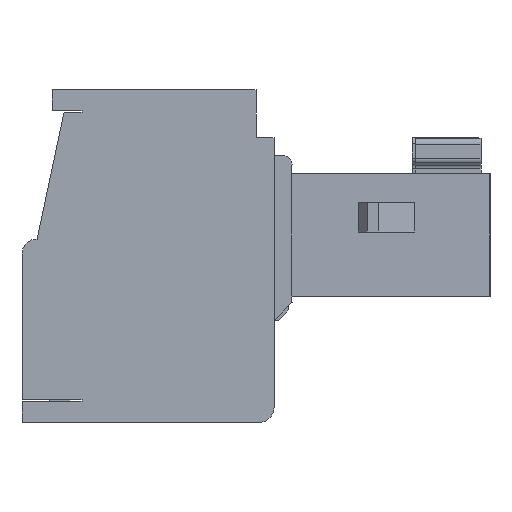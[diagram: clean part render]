
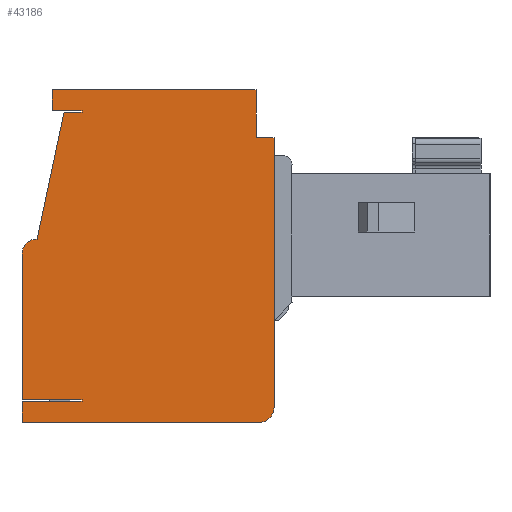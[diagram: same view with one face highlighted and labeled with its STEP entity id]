
A CAD part, left-side view. The second image highlights one B-rep face of the part: STEP entity #43186.
In plain terms, the highlighted planar face has unit normal (-1, 0, 0).
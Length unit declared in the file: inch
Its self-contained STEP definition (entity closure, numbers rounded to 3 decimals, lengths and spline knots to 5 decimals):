
#469 = CARTESIAN_POINT ( 'NONE',  ( -0.77362, 0.43922, 0.11024 ) ) ;
#596 = DIRECTION ( 'NONE',  ( 0., 0., 1. ) ) ;
#1019 = EDGE_CURVE ( 'NONE', #4162, #12036, #4836, .T. ) ;
#1035 = EDGE_CURVE ( 'NONE', #18527, #16802, #14107, .T. ) ;
#1104 = DIRECTION ( 'NONE',  ( 0., 0., 1. ) ) ;
#1576 = VECTOR ( 'NONE', #40289, 39.37008 ) ;
#1905 = CARTESIAN_POINT ( 'NONE',  ( -0.77362, 0.3152, 0.11024 ) ) ;
#2829 = DIRECTION ( 'NONE',  ( 0., 0., 1. ) ) ;
#3365 = DIRECTION ( 'NONE',  ( 0., 0., -1. ) ) ;
#3394 = LINE ( 'NONE', #12418, #42911 ) ;
#3596 = ORIENTED_EDGE ( 'NONE', *, *, #11038, .F. ) ;
#3647 = CARTESIAN_POINT ( 'NONE',  ( -0.77362, 0.47859, -0.10568 ) ) ;
#4067 = VECTOR ( 'NONE', #41596, 39.37008 ) ;
#4148 = CARTESIAN_POINT ( 'NONE',  ( -0.77362, 0.42347, 0.08071 ) ) ;
#4162 = VERTEX_POINT ( 'NONE', #37093 ) ;
#4395 = EDGE_CURVE ( 'NONE', #19049, #4162, #23807, .T. ) ;
#4623 = EDGE_CURVE ( 'NONE', #31854, #35082, #36191, .T. ) ;
#4754 = LINE ( 'NONE', #17983, #12919 ) ;
#4836 = LINE ( 'NONE', #5601, #1576 ) ;
#5113 = VECTOR ( 'NONE', #10528, 39.37008 ) ;
#5601 = CARTESIAN_POINT ( 'NONE',  ( -0.77362, 0.14788, -0.10827 ) ) ;
#5669 = CARTESIAN_POINT ( 'NONE',  ( -0.77362, 0.39985, -0.29921 ) ) ;
#6161 = DIRECTION ( 'NONE',  ( 0., 1., 0. ) ) ;
#7094 = CARTESIAN_POINT ( 'NONE',  ( -0.77362, 0.39001, 0.08071 ) ) ;
#8328 = ORIENTED_EDGE ( 'NONE', *, *, #43718, .T. ) ;
#8835 = LINE ( 'NONE', #41782, #21244 ) ;
#9421 = EDGE_CURVE ( 'NONE', #25655, #27619, #34807, .T. ) ;
#9518 = VECTOR ( 'NONE', #10886, 39.37008 ) ;
#9669 = CARTESIAN_POINT ( 'NONE',  ( -0.77362, 0.47859, -0.10827 ) ) ;
#9871 = VECTOR ( 'NONE', #27546, 39.37008 ) ;
#10333 = CIRCLE ( 'NONE', #23466, 0.01969 ) ;
#10528 = DIRECTION ( 'NONE',  ( 0., -1., 0. ) ) ;
#10567 = EDGE_CURVE ( 'NONE', #11862, #19782, #17122, .T. ) ;
#10577 = LINE ( 'NONE', #11013, #9518 ) ;
#10886 = DIRECTION ( 'NONE',  ( 0., 0., -1. ) ) ;
#11013 = CARTESIAN_POINT ( 'NONE',  ( -0.77362, 0.1715, -0.10827 ) ) ;
#11038 = EDGE_CURVE ( 'NONE', #18527, #21137, #32881, .T. ) ;
#11626 = CARTESIAN_POINT ( 'NONE',  ( -0.77362, 0.47859, -0.29921 ) ) ;
#11688 = EDGE_LOOP ( 'NONE', ( #8328, #23825, #43552, #14794, #22698, #41719, #34961, #19248, #41620, #20808, #3596, #16579, #23498, #23631, #44448, #31343, #17160 ) ) ;
#11862 = VERTEX_POINT ( 'NONE', #38466 ) ;
#12036 = VERTEX_POINT ( 'NONE', #35206 ) ;
#12418 = CARTESIAN_POINT ( 'NONE',  ( -0.77362, 0.3152, -0.29921 ) ) ;
#12557 = AXIS2_PLACEMENT_3D ( 'NONE', #14537, #17973, #1104 ) ;
#12919 = VECTOR ( 'NONE', #24594, 39.37008 ) ;
#13139 = DIRECTION ( 'NONE',  ( 0., 0., -1. ) ) ;
#13548 = CIRCLE ( 'NONE', #12557, 0.01969 ) ;
#14107 = LINE ( 'NONE', #22619, #26999 ) ;
#14436 = DIRECTION ( 'NONE',  ( 0., 0., -1. ) ) ;
#14485 = CARTESIAN_POINT ( 'NONE',  ( -0.77362, 0.47859, -0.10827 ) ) ;
#14537 = CARTESIAN_POINT ( 'NONE',  ( -0.77362, 0.16756, -0.30709 ) ) ;
#14794 = ORIENTED_EDGE ( 'NONE', *, *, #33018, .F. ) ;
#14938 = CARTESIAN_POINT ( 'NONE',  ( -0.77362, 0.39985, -0.29724 ) ) ;
#15639 = CARTESIAN_POINT ( 'NONE',  ( -0.77362, 0.39985, 0.08268 ) ) ;
#15677 = CARTESIAN_POINT ( 'NONE',  ( -0.77362, 0.4589, -0.08599 ) ) ;
#16438 = CARTESIAN_POINT ( 'NONE',  ( -0.77362, 0.3152, -0.29724 ) ) ;
#16579 = ORIENTED_EDGE ( 'NONE', *, *, #1035, .T. ) ;
#16649 = VERTEX_POINT ( 'NONE', #14938 ) ;
#16802 = VERTEX_POINT ( 'NONE', #24329 ) ;
#17122 = LINE ( 'NONE', #9669, #24641 ) ;
#17160 = ORIENTED_EDGE ( 'NONE', *, *, #4623, .F. ) ;
#17323 = CARTESIAN_POINT ( 'NONE',  ( -0.77362, 0.17347, 0.04724 ) ) ;
#17695 = CARTESIAN_POINT ( 'NONE',  ( -0.77362, 0.4589, -0.08599 ) ) ;
#17973 = DIRECTION ( 'NONE',  ( 1., 0., 0. ) ) ;
#17983 = CARTESIAN_POINT ( 'NONE',  ( -0.77362, 0.39985, -0.29823 ) ) ;
#18527 = VERTEX_POINT ( 'NONE', #25145 ) ;
#18674 = EDGE_CURVE ( 'NONE', #37456, #27619, #40740, .T. ) ;
#18684 = DIRECTION ( 'NONE',  ( 0., -1., 0. ) ) ;
#18834 = VECTOR ( 'NONE', #34665, 39.37008 ) ;
#19049 = VERTEX_POINT ( 'NONE', #44551 ) ;
#19142 = LINE ( 'NONE', #15677, #33180 ) ;
#19248 = ORIENTED_EDGE ( 'NONE', *, *, #32166, .F. ) ;
#19782 = VERTEX_POINT ( 'NONE', #3647 ) ;
#20138 = EDGE_CURVE ( 'NONE', #21137, #27580, #3394, .T. ) ;
#20808 = ORIENTED_EDGE ( 'NONE', *, *, #20138, .F. ) ;
#21137 = VERTEX_POINT ( 'NONE', #11626 ) ;
#21244 = VECTOR ( 'NONE', #3365, 39.37008 ) ;
#21460 = PLANE ( 'NONE',  #44667 ) ;
#22619 = CARTESIAN_POINT ( 'NONE',  ( -0.77362, 0.32504, -0.32677 ) ) ;
#22698 = ORIENTED_EDGE ( 'NONE', *, *, #24866, .F. ) ;
#23466 = AXIS2_PLACEMENT_3D ( 'NONE', #40843, #27381, #13139 ) ;
#23498 = ORIENTED_EDGE ( 'NONE', *, *, #40453, .F. ) ;
#23631 = ORIENTED_EDGE ( 'NONE', *, *, #1019, .F. ) ;
#23807 = LINE ( 'NONE', #17323, #9871 ) ;
#23825 = ORIENTED_EDGE ( 'NONE', *, *, #18674, .T. ) ;
#24271 = VERTEX_POINT ( 'NONE', #4148 ) ;
#24329 = CARTESIAN_POINT ( 'NONE',  ( -0.77362, 0.16756, -0.32677 ) ) ;
#24468 = FACE_OUTER_BOUND ( 'NONE', #11688, .T. ) ;
#24594 = DIRECTION ( 'NONE',  ( 0., 0., -1. ) ) ;
#24641 = VECTOR ( 'NONE', #2829, 39.37008 ) ;
#24866 = EDGE_CURVE ( 'NONE', #40429, #24271, #19142, .T. ) ;
#25145 = CARTESIAN_POINT ( 'NONE',  ( -0.77362, 0.47859, -0.32677 ) ) ;
#25395 = VECTOR ( 'NONE', #39900, 39.37008 ) ;
#25599 = VECTOR ( 'NONE', #596, 39.37008 ) ;
#25655 = VERTEX_POINT ( 'NONE', #27019 ) ;
#26999 = VECTOR ( 'NONE', #33193, 39.37008 ) ;
#27019 = CARTESIAN_POINT ( 'NONE',  ( -0.77362, 0.39985, 0.08071 ) ) ;
#27381 = DIRECTION ( 'NONE',  ( 1., 0., 0. ) ) ;
#27546 = DIRECTION ( 'NONE',  ( 0., -1., 0. ) ) ;
#27580 = VERTEX_POINT ( 'NONE', #5669 ) ;
#27619 = VERTEX_POINT ( 'NONE', #15639 ) ;
#27647 = CARTESIAN_POINT ( 'NONE',  ( -0.77362, 0.39591, 0.08268 ) ) ;
#28405 = DIRECTION ( 'NONE',  ( 1., 0., 0. ) ) ;
#29231 = EDGE_CURVE ( 'NONE', #35082, #19049, #10577, .T. ) ;
#29960 = VECTOR ( 'NONE', #6161, 39.37008 ) ;
#31343 = ORIENTED_EDGE ( 'NONE', *, *, #29231, .F. ) ;
#31854 = VERTEX_POINT ( 'NONE', #469 ) ;
#31895 = CARTESIAN_POINT ( 'NONE',  ( -0.77362, 0.3152, -0.10827 ) ) ;
#32166 = EDGE_CURVE ( 'NONE', #16649, #11862, #41284, .T. ) ;
#32200 = LINE ( 'NONE', #7094, #4067 ) ;
#32881 = LINE ( 'NONE', #14485, #18834 ) ;
#33018 = EDGE_CURVE ( 'NONE', #24271, #25655, #32200, .T. ) ;
#33180 = VECTOR ( 'NONE', #42925, 39.37008 ) ;
#33193 = DIRECTION ( 'NONE',  ( 0., -1., 0. ) ) ;
#34665 = DIRECTION ( 'NONE',  ( 0., 0., 1. ) ) ;
#34807 = LINE ( 'NONE', #38419, #25599 ) ;
#34961 = ORIENTED_EDGE ( 'NONE', *, *, #10567, .F. ) ;
#35082 = VERTEX_POINT ( 'NONE', #39131 ) ;
#35206 = CARTESIAN_POINT ( 'NONE',  ( -0.77362, 0.14788, -0.30709 ) ) ;
#35513 = EDGE_CURVE ( 'NONE', #16649, #27580, #4754, .T. ) ;
#36191 = LINE ( 'NONE', #1905, #25395 ) ;
#37093 = CARTESIAN_POINT ( 'NONE',  ( -0.77362, 0.14788, 0.04724 ) ) ;
#37456 = VERTEX_POINT ( 'NONE', #42871 ) ;
#38419 = CARTESIAN_POINT ( 'NONE',  ( -0.77362, 0.39985, -0.10827 ) ) ;
#38466 = CARTESIAN_POINT ( 'NONE',  ( -0.77362, 0.47859, -0.29724 ) ) ;
#39131 = CARTESIAN_POINT ( 'NONE',  ( -0.77362, 0.1715, 0.11024 ) ) ;
#39881 = EDGE_CURVE ( 'NONE', #19782, #40429, #10333, .T. ) ;
#39900 = DIRECTION ( 'NONE',  ( 0., -1., 0. ) ) ;
#40289 = DIRECTION ( 'NONE',  ( 0., 0., -1. ) ) ;
#40429 = VERTEX_POINT ( 'NONE', #17695 ) ;
#40453 = EDGE_CURVE ( 'NONE', #12036, #16802, #13548, .T. ) ;
#40740 = LINE ( 'NONE', #27647, #5113 ) ;
#40843 = CARTESIAN_POINT ( 'NONE',  ( -0.77362, 0.4589, -0.10568 ) ) ;
#41284 = LINE ( 'NONE', #16438, #29960 ) ;
#41596 = DIRECTION ( 'NONE',  ( 0., -1., 0. ) ) ;
#41620 = ORIENTED_EDGE ( 'NONE', *, *, #35513, .T. ) ;
#41719 = ORIENTED_EDGE ( 'NONE', *, *, #39881, .F. ) ;
#41782 = CARTESIAN_POINT ( 'NONE',  ( -0.77362, 0.43922, 0.09646 ) ) ;
#42871 = CARTESIAN_POINT ( 'NONE',  ( -0.77362, 0.43922, 0.08268 ) ) ;
#42911 = VECTOR ( 'NONE', #18684, 39.37008 ) ;
#42925 = DIRECTION ( 'NONE',  ( 0., -0.208, 0.978 ) ) ;
#43186 = ADVANCED_FACE ( 'NONE', ( #24468 ), #21460, .F. ) ;
#43552 = ORIENTED_EDGE ( 'NONE', *, *, #9421, .F. ) ;
#43718 = EDGE_CURVE ( 'NONE', #31854, #37456, #8835, .T. ) ;
#44448 = ORIENTED_EDGE ( 'NONE', *, *, #4395, .F. ) ;
#44551 = CARTESIAN_POINT ( 'NONE',  ( -0.77362, 0.1715, 0.04724 ) ) ;
#44667 = AXIS2_PLACEMENT_3D ( 'NONE', #31895, #28405, #14436 ) ;
